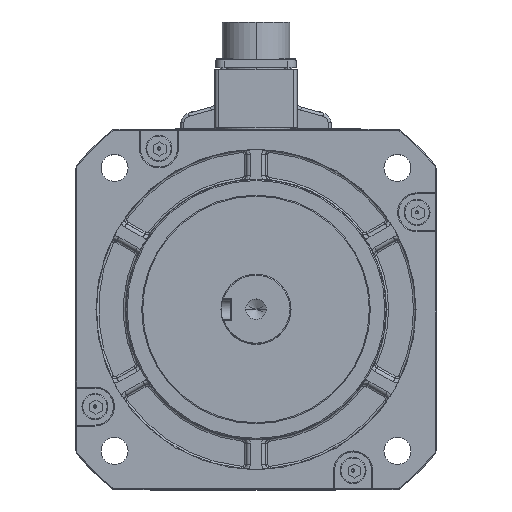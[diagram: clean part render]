
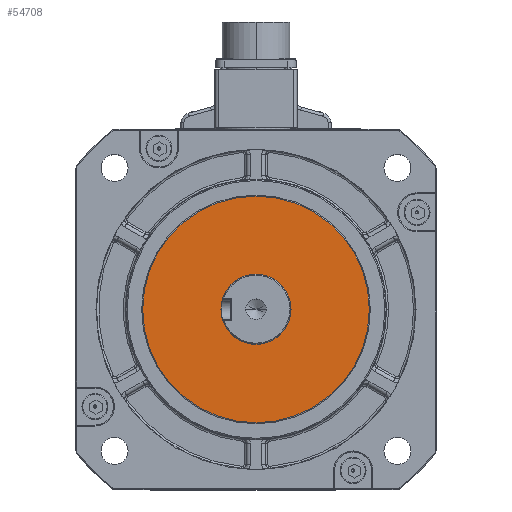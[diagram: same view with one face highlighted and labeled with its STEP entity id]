
A CAD part, top view. The second image highlights one B-rep face of the part: STEP entity #54708.
In plain terms, the highlighted planar face has unit normal (0, 0, 1).
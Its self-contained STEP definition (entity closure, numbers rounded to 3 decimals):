
#3505 = DIRECTION ( 'NONE',  ( 0., 0., -1. ) ) ;
#4529 = CARTESIAN_POINT ( 'NONE',  ( 0., 0., 77.7 ) ) ;
#5025 = AXIS2_PLACEMENT_3D ( 'NONE', #67465, #74538, #13637 ) ;
#7946 = VERTEX_POINT ( 'NONE', #40222 ) ;
#11655 = DIRECTION ( 'NONE',  ( 0., 0., 1. ) ) ;
#11922 = EDGE_CURVE ( 'NONE', #7946, #23695, #61726, .T. ) ;
#13637 = DIRECTION ( 'NONE',  ( 0., 1., 0. ) ) ;
#13793 = DIRECTION ( 'NONE',  ( 0., 0., 1. ) ) ;
#15378 = CIRCLE ( 'NONE', #52899, 17.3 ) ;
#17807 = PLANE ( 'NONE',  #74565 ) ;
#20923 = EDGE_LOOP ( 'NONE', ( #68093, #86906 ) ) ;
#21418 = ORIENTED_EDGE ( 'NONE', *, *, #63412, .T. ) ;
#23644 = CIRCLE ( 'NONE', #60408, 56.65 ) ;
#23695 = VERTEX_POINT ( 'NONE', #82752 ) ;
#31198 = FACE_OUTER_BOUND ( 'NONE', #86133, .T. ) ;
#32195 = DIRECTION ( 'NONE',  ( 1., 0., 0. ) ) ;
#36786 = CARTESIAN_POINT ( 'NONE',  ( 56.65, 0., 77.7 ) ) ;
#40222 = CARTESIAN_POINT ( 'NONE',  ( 0., 17.3, 77.7 ) ) ;
#42351 = CARTESIAN_POINT ( 'NONE',  ( -56.65, 0., 77.7 ) ) ;
#42363 = DIRECTION ( 'NONE',  ( 1., 0., 0. ) ) ;
#44377 = FACE_BOUND ( 'NONE', #20923, .T. ) ;
#46574 = CARTESIAN_POINT ( 'NONE',  ( 0., 0., 77.7 ) ) ;
#48873 = CIRCLE ( 'NONE', #52203, 56.65 ) ;
#49088 = VERTEX_POINT ( 'NONE', #42351 ) ;
#52203 = AXIS2_PLACEMENT_3D ( 'NONE', #83635, #13793, #42363 ) ;
#52899 = AXIS2_PLACEMENT_3D ( 'NONE', #46574, #3505, #80722 ) ;
#54708 = ADVANCED_FACE ( 'NONE', ( #44377, #31198 ), #17807, .T. ) ;
#60219 = DIRECTION ( 'NONE',  ( 0., 0., 1. ) ) ;
#60408 = AXIS2_PLACEMENT_3D ( 'NONE', #4529, #11655, #60817 ) ;
#60817 = DIRECTION ( 'NONE',  ( 1., 0., 0. ) ) ;
#61726 = CIRCLE ( 'NONE', #5025, 17.3 ) ;
#63412 = EDGE_CURVE ( 'NONE', #70813, #49088, #48873, .T. ) ;
#67465 = CARTESIAN_POINT ( 'NONE',  ( 0., 0., 77.7 ) ) ;
#68093 = ORIENTED_EDGE ( 'NONE', *, *, #11922, .T. ) ;
#70813 = VERTEX_POINT ( 'NONE', #36786 ) ;
#74538 = DIRECTION ( 'NONE',  ( 0., 0., -1. ) ) ;
#74565 = AXIS2_PLACEMENT_3D ( 'NONE', #88266, #60219, #32195 ) ;
#77092 = EDGE_CURVE ( 'NONE', #23695, #7946, #15378, .T. ) ;
#80722 = DIRECTION ( 'NONE',  ( 0., 1., 0. ) ) ;
#82752 = CARTESIAN_POINT ( 'NONE',  ( 0., -17.3, 77.7 ) ) ;
#83635 = CARTESIAN_POINT ( 'NONE',  ( 0., 0., 77.7 ) ) ;
#84788 = EDGE_CURVE ( 'NONE', #49088, #70813, #23644, .T. ) ;
#86133 = EDGE_LOOP ( 'NONE', ( #90217, #21418 ) ) ;
#86906 = ORIENTED_EDGE ( 'NONE', *, *, #77092, .T. ) ;
#88266 = CARTESIAN_POINT ( 'NONE',  ( 52.5, 0., 77.7 ) ) ;
#90217 = ORIENTED_EDGE ( 'NONE', *, *, #84788, .T. ) ;
